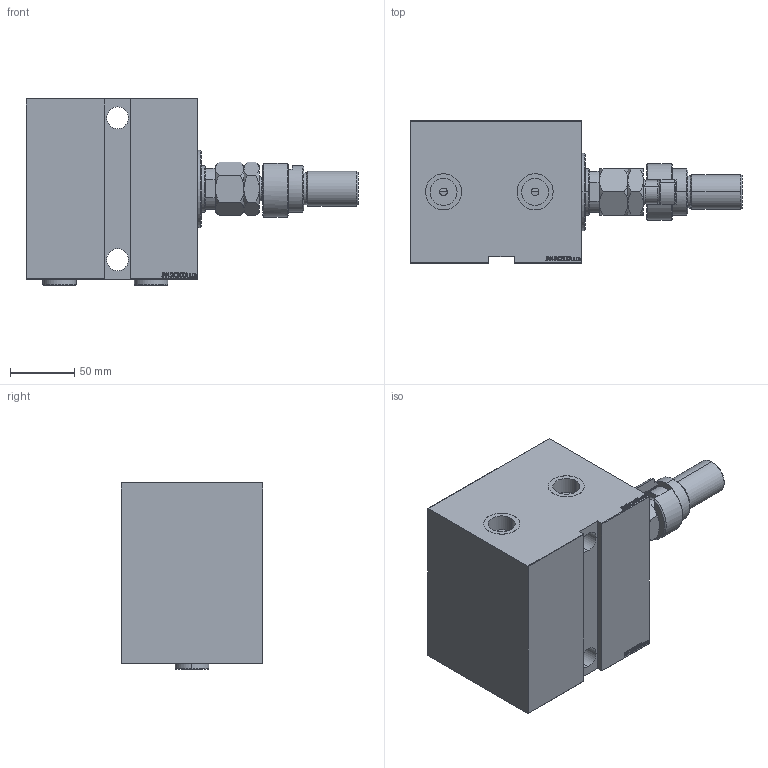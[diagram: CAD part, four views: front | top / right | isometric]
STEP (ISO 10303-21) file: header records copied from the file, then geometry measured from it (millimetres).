
FILE_DESCRIPTION (( 'STEP AP203' ), '1' );
FILE_NAME ('5caa.STEP', '2024-02-12T18:05:24', ( '' ), ( '' ), 'SwSTEP 2.0', 'SolidWorks 2019', '' );
FILE_SCHEMA (( 'CONFIG_CONTROL_DESIGN' ));
Length unit declared in the file: millimetre
Products named in the file (8): 5caa; Zatka_OIL_PORT e562731f5a964df7fcd11dd19e001cc2; FEMALE_PART_FOR_DFA e562731f5a964df7fcd11dd19e001cc2; V450CM_E_VCP e562731f5a964df7fcd11dd19e001cc2; V450CM_E_Body e562731f5a964df7fcd11dd19e001cc2; DFA e562731f5a964df7fcd11dd19e001cc2; V450CM_VC_B e562731f5a964df7fcd11dd19e001cc2; MFA e562731f5a964df7fcd11dd19e001cc2
Assembly tree (8 placements, depth 3):
  5caa
    V450CM_E_Body e562731f5a964df7fcd11dd19e001cc2
    V450CM_E_VCP e562731f5a964df7fcd11dd19e001cc2
    V450CM_VC_B e562731f5a964df7fcd11dd19e001cc2
    DFA e562731f5a964df7fcd11dd19e001cc2
      FEMALE_PART_FOR_DFA e562731f5a964df7fcd11dd19e001cc2
      MFA e562731f5a964df7fcd11dd19e001cc2
    Zatka_OIL_PORT e562731f5a964df7fcd11dd19e001cc2  x2
Bounding box: 257.5 x 110 x 144.9 mm (x, y, z)
Volume: 1910293.4 mm3; surface area: 222703.1 mm2
Topology: 7 solids, 7 shells, 987 faces, 2478 edges, 1621 vertices
Faces by surface type: plane 472, bspline 380, cylinder 73, cone 58, torus 4
Entity records: 46954 total; most frequent: CARTESIAN_POINT 25403, ORIENTED_EDGE 4872, DIRECTION 3010, EDGE_CURVE 2436, VERTEX_POINT 1597, VECTOR 1410, LINE 1410, EDGE_LOOP 1095
